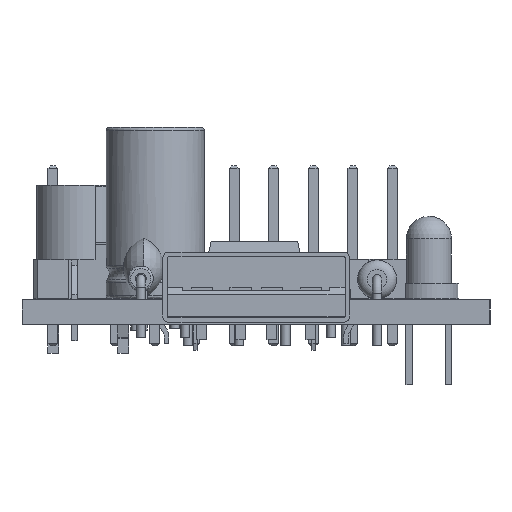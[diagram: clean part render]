
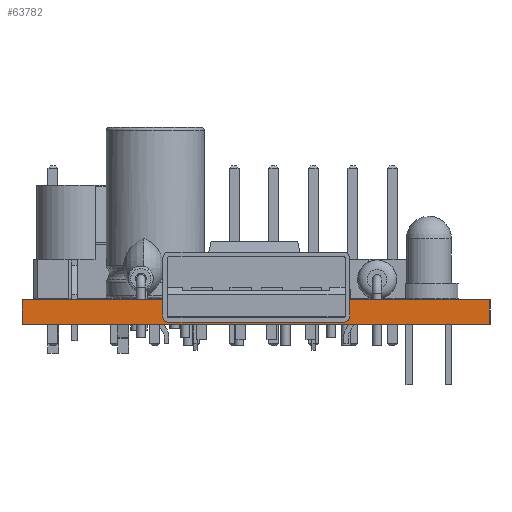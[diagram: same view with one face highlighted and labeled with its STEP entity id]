
A CAD part, left-side view. The second image highlights one B-rep face of the part: STEP entity #63782.
In plain terms, the highlighted planar face has unit normal (-1, 0, 0).
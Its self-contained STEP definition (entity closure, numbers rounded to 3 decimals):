
#63782 = ADVANCED_FACE('',(#63783),#63797,.F.);
#63783 = FACE_BOUND('',#63784,.F.);
#63784 = EDGE_LOOP('',(#63785,#63820,#63848,#63876));
#63785 = ORIENTED_EDGE('',*,*,#63786,.T.);
#63786 = EDGE_CURVE('',#63787,#63789,#63791,.T.);
#63787 = VERTEX_POINT('',#63788);
#63788 = CARTESIAN_POINT('',(122.967,-89.989,0.));
#63789 = VERTEX_POINT('',#63790);
#63790 = CARTESIAN_POINT('',(122.967,-89.989,1.6));
#63791 = SURFACE_CURVE('',#63792,(#63796,#63808),.PCURVE_S1.);
#63792 = LINE('',#63793,#63794);
#63793 = CARTESIAN_POINT('',(122.967,-89.989,0.));
#63794 = VECTOR('',#63795,1.);
#63795 = DIRECTION('',(0.,0.,1.));
#63796 = PCURVE('',#63797,#63802);
#63797 = PLANE('',#63798);
#63798 = AXIS2_PLACEMENT_3D('',#63799,#63800,#63801);
#63799 = CARTESIAN_POINT('',(122.967,-89.989,0.));
#63800 = DIRECTION('',(1.,0.,-0.));
#63801 = DIRECTION('',(0.,-1.,0.));
#63802 = DEFINITIONAL_REPRESENTATION('',(#63803),#63807);
#63803 = LINE('',#63804,#63805);
#63804 = CARTESIAN_POINT('',(0.,0.));
#63805 = VECTOR('',#63806,1.);
#63806 = DIRECTION('',(0.,-1.));
#63807 = ( GEOMETRIC_REPRESENTATION_CONTEXT(2) 
PARAMETRIC_REPRESENTATION_CONTEXT() REPRESENTATION_CONTEXT('2D SPACE',''
  ) );
#63808 = PCURVE('',#63809,#63814);
#63809 = PLANE('',#63810);
#63810 = AXIS2_PLACEMENT_3D('',#63811,#63812,#63813);
#63811 = CARTESIAN_POINT('',(174.035,-89.989,0.));
#63812 = DIRECTION('',(0.,-1.,0.));
#63813 = DIRECTION('',(-1.,0.,0.));
#63814 = DEFINITIONAL_REPRESENTATION('',(#63815),#63819);
#63815 = LINE('',#63816,#63817);
#63816 = CARTESIAN_POINT('',(51.068,0.));
#63817 = VECTOR('',#63818,1.);
#63818 = DIRECTION('',(0.,-1.));
#63819 = ( GEOMETRIC_REPRESENTATION_CONTEXT(2) 
PARAMETRIC_REPRESENTATION_CONTEXT() REPRESENTATION_CONTEXT('2D SPACE',''
  ) );
#63820 = ORIENTED_EDGE('',*,*,#63821,.T.);
#63821 = EDGE_CURVE('',#63789,#63822,#63824,.T.);
#63822 = VERTEX_POINT('',#63823);
#63823 = CARTESIAN_POINT('',(122.967,-120.019,1.6));
#63824 = SURFACE_CURVE('',#63825,(#63829,#63836),.PCURVE_S1.);
#63825 = LINE('',#63826,#63827);
#63826 = CARTESIAN_POINT('',(122.967,-89.989,1.6));
#63827 = VECTOR('',#63828,1.);
#63828 = DIRECTION('',(0.,-1.,0.));
#63829 = PCURVE('',#63797,#63830);
#63830 = DEFINITIONAL_REPRESENTATION('',(#63831),#63835);
#63831 = LINE('',#63832,#63833);
#63832 = CARTESIAN_POINT('',(0.,-1.6));
#63833 = VECTOR('',#63834,1.);
#63834 = DIRECTION('',(1.,0.));
#63835 = ( GEOMETRIC_REPRESENTATION_CONTEXT(2) 
PARAMETRIC_REPRESENTATION_CONTEXT() REPRESENTATION_CONTEXT('2D SPACE',''
  ) );
#63836 = PCURVE('',#63837,#63842);
#63837 = PLANE('',#63838);
#63838 = AXIS2_PLACEMENT_3D('',#63839,#63840,#63841);
#63839 = CARTESIAN_POINT('',(148.501,-105.004,1.6));
#63840 = DIRECTION('',(0.,0.,1.));
#63841 = DIRECTION('',(1.,0.,-0.));
#63842 = DEFINITIONAL_REPRESENTATION('',(#63843),#63847);
#63843 = LINE('',#63844,#63845);
#63844 = CARTESIAN_POINT('',(-25.534,15.015));
#63845 = VECTOR('',#63846,1.);
#63846 = DIRECTION('',(0.,-1.));
#63847 = ( GEOMETRIC_REPRESENTATION_CONTEXT(2) 
PARAMETRIC_REPRESENTATION_CONTEXT() REPRESENTATION_CONTEXT('2D SPACE',''
  ) );
#63848 = ORIENTED_EDGE('',*,*,#63849,.F.);
#63849 = EDGE_CURVE('',#63850,#63822,#63852,.T.);
#63850 = VERTEX_POINT('',#63851);
#63851 = CARTESIAN_POINT('',(122.967,-120.019,0.));
#63852 = SURFACE_CURVE('',#63853,(#63857,#63864),.PCURVE_S1.);
#63853 = LINE('',#63854,#63855);
#63854 = CARTESIAN_POINT('',(122.967,-120.019,0.));
#63855 = VECTOR('',#63856,1.);
#63856 = DIRECTION('',(0.,0.,1.));
#63857 = PCURVE('',#63797,#63858);
#63858 = DEFINITIONAL_REPRESENTATION('',(#63859),#63863);
#63859 = LINE('',#63860,#63861);
#63860 = CARTESIAN_POINT('',(30.03,0.));
#63861 = VECTOR('',#63862,1.);
#63862 = DIRECTION('',(0.,-1.));
#63863 = ( GEOMETRIC_REPRESENTATION_CONTEXT(2) 
PARAMETRIC_REPRESENTATION_CONTEXT() REPRESENTATION_CONTEXT('2D SPACE',''
  ) );
#63864 = PCURVE('',#63865,#63870);
#63865 = PLANE('',#63866);
#63866 = AXIS2_PLACEMENT_3D('',#63867,#63868,#63869);
#63867 = CARTESIAN_POINT('',(122.967,-120.019,0.));
#63868 = DIRECTION('',(0.,1.,0.));
#63869 = DIRECTION('',(1.,0.,0.));
#63870 = DEFINITIONAL_REPRESENTATION('',(#63871),#63875);
#63871 = LINE('',#63872,#63873);
#63872 = CARTESIAN_POINT('',(0.,0.));
#63873 = VECTOR('',#63874,1.);
#63874 = DIRECTION('',(0.,-1.));
#63875 = ( GEOMETRIC_REPRESENTATION_CONTEXT(2) 
PARAMETRIC_REPRESENTATION_CONTEXT() REPRESENTATION_CONTEXT('2D SPACE',''
  ) );
#63876 = ORIENTED_EDGE('',*,*,#63877,.F.);
#63877 = EDGE_CURVE('',#63787,#63850,#63878,.T.);
#63878 = SURFACE_CURVE('',#63879,(#63883,#63890),.PCURVE_S1.);
#63879 = LINE('',#63880,#63881);
#63880 = CARTESIAN_POINT('',(122.967,-89.989,0.));
#63881 = VECTOR('',#63882,1.);
#63882 = DIRECTION('',(0.,-1.,0.));
#63883 = PCURVE('',#63797,#63884);
#63884 = DEFINITIONAL_REPRESENTATION('',(#63885),#63889);
#63885 = LINE('',#63886,#63887);
#63886 = CARTESIAN_POINT('',(0.,0.));
#63887 = VECTOR('',#63888,1.);
#63888 = DIRECTION('',(1.,0.));
#63889 = ( GEOMETRIC_REPRESENTATION_CONTEXT(2) 
PARAMETRIC_REPRESENTATION_CONTEXT() REPRESENTATION_CONTEXT('2D SPACE',''
  ) );
#63890 = PCURVE('',#63891,#63896);
#63891 = PLANE('',#63892);
#63892 = AXIS2_PLACEMENT_3D('',#63893,#63894,#63895);
#63893 = CARTESIAN_POINT('',(148.501,-105.004,0.));
#63894 = DIRECTION('',(0.,0.,1.));
#63895 = DIRECTION('',(1.,0.,-0.));
#63896 = DEFINITIONAL_REPRESENTATION('',(#63897),#63901);
#63897 = LINE('',#63898,#63899);
#63898 = CARTESIAN_POINT('',(-25.534,15.015));
#63899 = VECTOR('',#63900,1.);
#63900 = DIRECTION('',(0.,-1.));
#63901 = ( GEOMETRIC_REPRESENTATION_CONTEXT(2) 
PARAMETRIC_REPRESENTATION_CONTEXT() REPRESENTATION_CONTEXT('2D SPACE',''
  ) );
